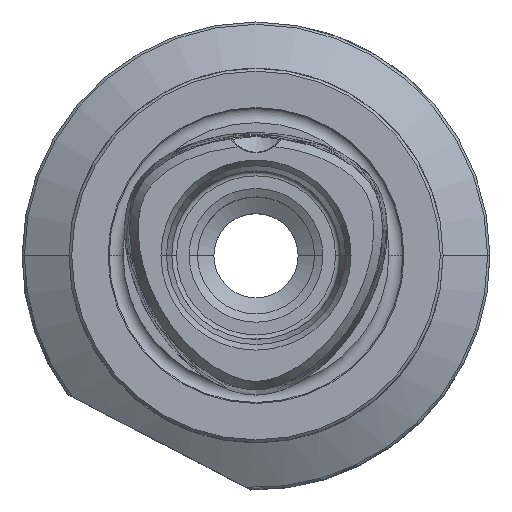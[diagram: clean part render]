
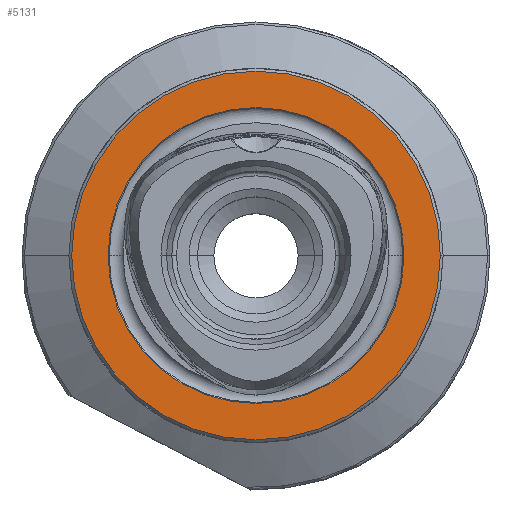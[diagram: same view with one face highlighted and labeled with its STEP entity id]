
A CAD part, top view. The second image highlights one B-rep face of the part: STEP entity #5131.
In plain terms, the highlighted planar face has unit normal (0, 0, 1).
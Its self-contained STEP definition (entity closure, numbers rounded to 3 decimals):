
#556 = CARTESIAN_POINT ( 'NONE',  ( 0., 0., 0. ) ) ;
#1196 = PLANE ( 'NONE',  #6299 ) ;
#1225 = AXIS2_PLACEMENT_3D ( 'NONE', #556, #7112, #1501 ) ;
#1452 = EDGE_LOOP ( 'NONE', ( #11618, #1887 ) ) ;
#1501 = DIRECTION ( 'NONE',  ( -1., 0., 0. ) ) ;
#1651 = CARTESIAN_POINT ( 'NONE',  ( 0., 0., 0. ) ) ;
#1887 = ORIENTED_EDGE ( 'NONE', *, *, #11934, .F. ) ;
#2503 = CARTESIAN_POINT ( 'NONE',  ( -15.814, 0., 0. ) ) ;
#2669 = DIRECTION ( 'NONE',  ( -1., 0., 0. ) ) ;
#3022 = FACE_BOUND ( 'NONE', #1452, .T. ) ;
#3189 = CIRCLE ( 'NONE', #6530, 15.814 ) ;
#3453 = DIRECTION ( 'NONE',  ( 0., 0., 1. ) ) ;
#3920 = CARTESIAN_POINT ( 'NONE',  ( -19.7, 0., 0. ) ) ;
#4149 = VERTEX_POINT ( 'NONE', #3920 ) ;
#4558 = DIRECTION ( 'NONE',  ( 0., 0., 1. ) ) ;
#5131 = ADVANCED_FACE ( 'NONE', ( #11277, #3022 ), #1196, .F. ) ;
#5848 = CIRCLE ( 'NONE', #7230, 19.7 ) ;
#6092 = EDGE_CURVE ( 'NONE', #7501, #4149, #8664, .T. ) ;
#6299 = AXIS2_PLACEMENT_3D ( 'NONE', #8757, #11665, #6716 ) ;
#6516 = CARTESIAN_POINT ( 'NONE',  ( 19.7, 0., 0. ) ) ;
#6530 = AXIS2_PLACEMENT_3D ( 'NONE', #10222, #4558, #11168 ) ;
#6624 = ORIENTED_EDGE ( 'NONE', *, *, #6092, .T. ) ;
#6716 = DIRECTION ( 'NONE',  ( -1., 0., 0. ) ) ;
#7081 = CARTESIAN_POINT ( 'NONE',  ( 15.814, 0., 0. ) ) ;
#7112 = DIRECTION ( 'NONE',  ( 0., 0., 1. ) ) ;
#7230 = AXIS2_PLACEMENT_3D ( 'NONE', #9089, #3453, #10065 ) ;
#7265 = EDGE_CURVE ( 'NONE', #4149, #7501, #5848, .T. ) ;
#7501 = VERTEX_POINT ( 'NONE', #6516 ) ;
#7524 = AXIS2_PLACEMENT_3D ( 'NONE', #1651, #8666, #2669 ) ;
#7586 = ORIENTED_EDGE ( 'NONE', *, *, #7265, .T. ) ;
#8664 = CIRCLE ( 'NONE', #7524, 19.7 ) ;
#8666 = DIRECTION ( 'NONE',  ( 0., 0., 1. ) ) ;
#8757 = CARTESIAN_POINT ( 'NONE',  ( 0., 0., 0. ) ) ;
#9089 = CARTESIAN_POINT ( 'NONE',  ( 0., 0., 0. ) ) ;
#9526 = CIRCLE ( 'NONE', #1225, 15.814 ) ;
#9720 = EDGE_LOOP ( 'NONE', ( #7586, #6624 ) ) ;
#9766 = EDGE_CURVE ( 'NONE', #11592, #11196, #9526, .T. ) ;
#10065 = DIRECTION ( 'NONE',  ( -1., 0., 0. ) ) ;
#10222 = CARTESIAN_POINT ( 'NONE',  ( 0., 0., 0. ) ) ;
#11168 = DIRECTION ( 'NONE',  ( -1., 0., 0. ) ) ;
#11196 = VERTEX_POINT ( 'NONE', #2503 ) ;
#11277 = FACE_OUTER_BOUND ( 'NONE', #9720, .T. ) ;
#11592 = VERTEX_POINT ( 'NONE', #7081 ) ;
#11618 = ORIENTED_EDGE ( 'NONE', *, *, #9766, .F. ) ;
#11665 = DIRECTION ( 'NONE',  ( 0., 0., -1. ) ) ;
#11934 = EDGE_CURVE ( 'NONE', #11196, #11592, #3189, .T. ) ;
